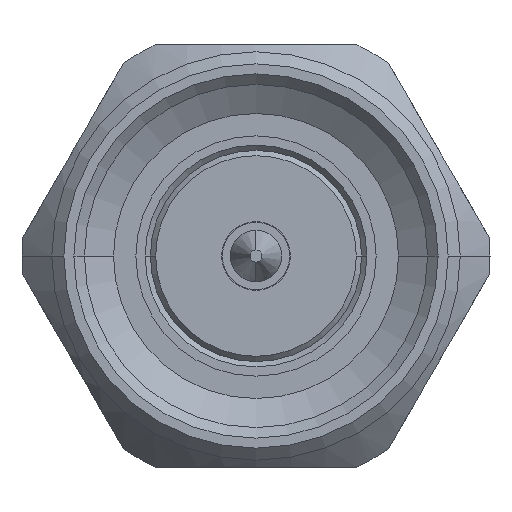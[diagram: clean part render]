
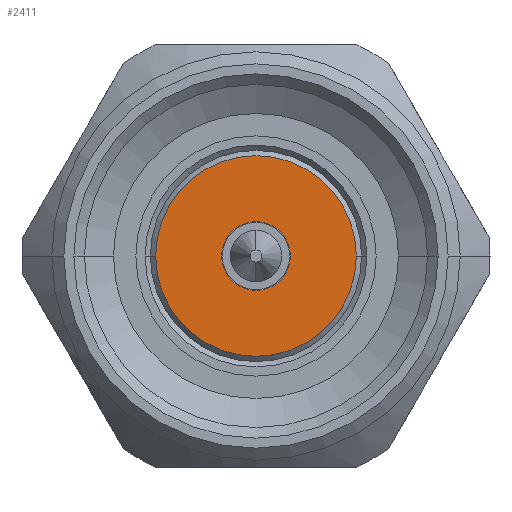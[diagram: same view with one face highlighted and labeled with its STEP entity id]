
A CAD part, left-side view. The second image highlights one B-rep face of the part: STEP entity #2411.
In plain terms, the highlighted face is planar.
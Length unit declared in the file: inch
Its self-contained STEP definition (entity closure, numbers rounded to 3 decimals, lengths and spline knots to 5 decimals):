
#30 = ORIENTED_EDGE ( 'NONE', *, *, #2227, .F. ) ;
#83 = ORIENTED_EDGE ( 'NONE', *, *, #2164, .T. ) ;
#173 = VERTEX_POINT ( 'NONE', #3468 ) ;
#413 = CIRCLE ( 'NONE', #1431, 0.0748 ) ;
#467 = EDGE_CURVE ( 'NONE', #173, #3280, #3690, .T. ) ;
#512 = DIRECTION ( 'NONE',  ( -1., 0., 0. ) ) ;
#514 = DIRECTION ( 'NONE',  ( 0., 0., 1. ) ) ;
#565 = CIRCLE ( 'NONE', #2822, 0.02559 ) ;
#661 = CARTESIAN_POINT ( 'NONE',  ( -0.11417, 0., 0. ) ) ;
#783 = PLANE ( 'NONE',  #858 ) ;
#858 = AXIS2_PLACEMENT_3D ( 'NONE', #2548, #3919, #514 ) ;
#1181 = DIRECTION ( 'NONE',  ( 0., 0., 1. ) ) ;
#1380 = CARTESIAN_POINT ( 'NONE',  ( -0.11417, 0., 0.02559 ) ) ;
#1382 = ORIENTED_EDGE ( 'NONE', *, *, #3002, .F. ) ;
#1401 = EDGE_LOOP ( 'NONE', ( #83, #1875 ) ) ;
#1431 = AXIS2_PLACEMENT_3D ( 'NONE', #2286, #512, #4015 ) ;
#1564 = DIRECTION ( 'NONE',  ( -1., 0., 0. ) ) ;
#1730 = DIRECTION ( 'NONE',  ( 0., 0., 1. ) ) ;
#1875 = ORIENTED_EDGE ( 'NONE', *, *, #467, .T. ) ;
#2164 = EDGE_CURVE ( 'NONE', #3280, #173, #565, .T. ) ;
#2182 = CARTESIAN_POINT ( 'NONE',  ( -0.11417, 0., 0.0748 ) ) ;
#2196 = CARTESIAN_POINT ( 'NONE',  ( -0.11417, 0., -0.0748 ) ) ;
#2227 = EDGE_CURVE ( 'NONE', #2819, #3861, #2976, .T. ) ;
#2286 = CARTESIAN_POINT ( 'NONE',  ( -0.11417, 0., 0. ) ) ;
#2411 = ADVANCED_FACE ( 'NONE', ( #2937, #2571 ), #783, .F. ) ;
#2548 = CARTESIAN_POINT ( 'NONE',  ( -0.11417, 0.0748, 0. ) ) ;
#2571 = FACE_BOUND ( 'NONE', #1401, .T. ) ;
#2592 = AXIS2_PLACEMENT_3D ( 'NONE', #3518, #4203, #1730 ) ;
#2752 = AXIS2_PLACEMENT_3D ( 'NONE', #4001, #1564, #1181 ) ;
#2819 = VERTEX_POINT ( 'NONE', #2182 ) ;
#2822 = AXIS2_PLACEMENT_3D ( 'NONE', #661, #3530, #3837 ) ;
#2937 = FACE_OUTER_BOUND ( 'NONE', #3035, .T. ) ;
#2976 = CIRCLE ( 'NONE', #2752, 0.0748 ) ;
#3002 = EDGE_CURVE ( 'NONE', #3861, #2819, #413, .T. ) ;
#3035 = EDGE_LOOP ( 'NONE', ( #30, #1382 ) ) ;
#3280 = VERTEX_POINT ( 'NONE', #1380 ) ;
#3468 = CARTESIAN_POINT ( 'NONE',  ( -0.11417, 0., -0.02559 ) ) ;
#3518 = CARTESIAN_POINT ( 'NONE',  ( -0.11417, 0., 0. ) ) ;
#3530 = DIRECTION ( 'NONE',  ( -1., 0., 0. ) ) ;
#3690 = CIRCLE ( 'NONE', #2592, 0.02559 ) ;
#3837 = DIRECTION ( 'NONE',  ( 0., 0., 1. ) ) ;
#3861 = VERTEX_POINT ( 'NONE', #2196 ) ;
#3919 = DIRECTION ( 'NONE',  ( -1., 0., 0. ) ) ;
#4001 = CARTESIAN_POINT ( 'NONE',  ( -0.11417, 0., 0. ) ) ;
#4015 = DIRECTION ( 'NONE',  ( 0., 0., 1. ) ) ;
#4203 = DIRECTION ( 'NONE',  ( -1., 0., 0. ) ) ;
